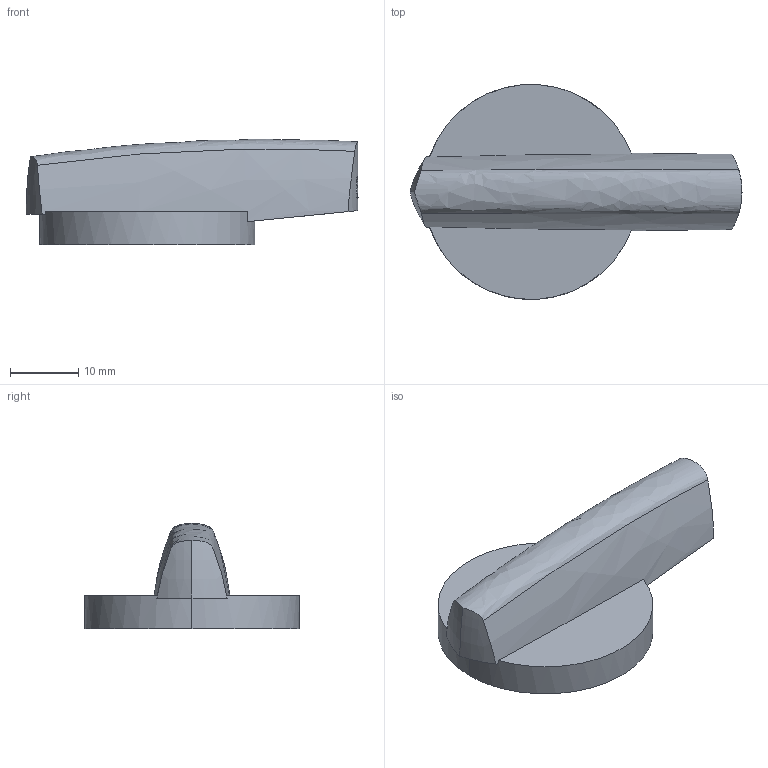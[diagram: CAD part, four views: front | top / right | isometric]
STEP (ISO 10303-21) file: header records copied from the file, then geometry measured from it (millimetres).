
FILE_DESCRIPTION((''),'2;1');
FILE_NAME('ASM7049_ASM','2021-09-17T',('marketing.praksa'),('Audax d.o.o.'),'CREO PARAMETRIC BY PTC INC, 2017480','CREO PARAMETRIC BY PTC INC, 2017480','');
FILE_SCHEMA(('AUTOMOTIVE_DESIGN { 1 0 10303 214 1 1 1 1 }'));
Length unit declared in the file: millimetre
Products named in the file (3): 22995032; PRT7067; ASM7049_ASM
Assembly tree (2 placements, depth 2):
  ASM7049_ASM
    22995032
    PRT7067
Bounding box: 48.8 x 31.6 x 15.48 mm (x, y, z)
Volume: 7970 mm3; surface area: 3277.4 mm2
Topology: 4 solids, 4 shells, 118 faces, 323 edges, 216 vertices
Faces by surface type: plane 59, cylinder 54, bspline 3, torus 2
Entity records: 6976 total; most frequent: CARTESIAN_POINT 1920, ORIENTED_EDGE 646, DIRECTION 534, PRESENTATION_STYLE_ASSIGNMENT 445, STYLED_ITEM 445, CURVE_STYLE 323, EDGE_CURVE 323, VERTEX_POINT 216
